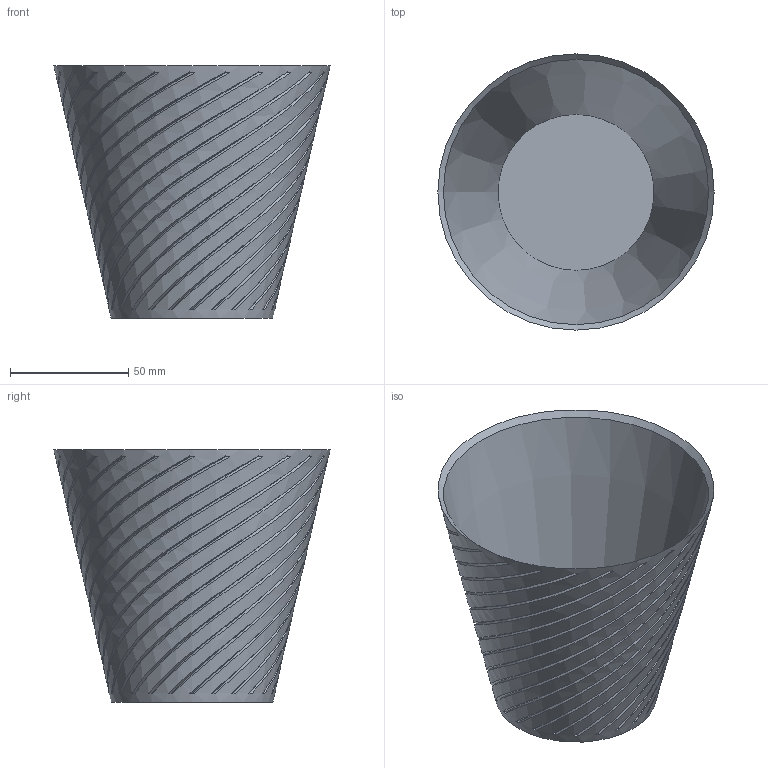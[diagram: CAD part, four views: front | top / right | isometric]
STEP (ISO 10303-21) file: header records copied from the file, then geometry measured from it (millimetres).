
FILE_DESCRIPTION(('FreeCAD Model'),'2;1');
FILE_NAME('basic_flower_pot_11_6_shell_rifled.step','2020-06-01T15:53:37',('Felix Morgner'),(''), 'Open CASCADE STEP processor 7.4','FreeCAD','Unknown');
FILE_SCHEMA(('AUTOMOTIVE_DESIGN { 1 0 10303 214 1 1 1 1 }'));
Length unit declared in the file: millimetre
Products named in the file (3): Rifled_Shell; Helix
Assembly tree (2 placements, depth 2):
  Rifled_Shell
    Rifled_Shell
    Helix
Bounding box: 116.65 x 116.65 x 106.6 mm (x, y, z)
Volume: 60669.7 mm3; surface area: 73281 mm2
Topology: 1 solids, 1 shells, 101 faces, 263 edges, 176 vertices
Faces by surface type: plane 50, bspline 48, cone 3
Entity records: 15738 total; most frequent: CARTESIAN_POINT 11096, DIRECTION 614, ORIENTED_EDGE 524, PCURVE 524, DEFINITIONAL_REPRESENTATION 524, LINE 367, VECTOR 367, B_SPLINE_CURVE_WITH_KNOTS 314
